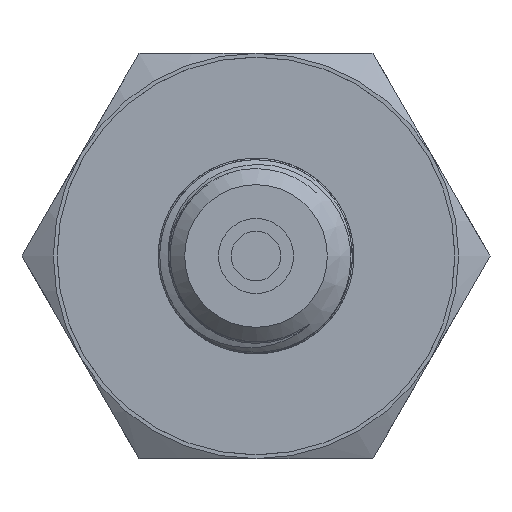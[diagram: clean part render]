
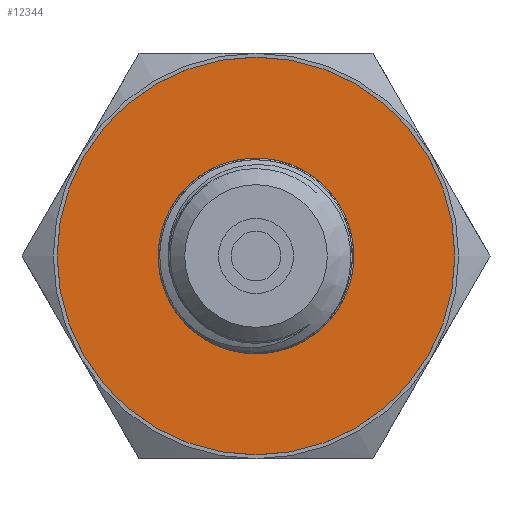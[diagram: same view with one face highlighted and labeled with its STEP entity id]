
A CAD part, left-side view. The second image highlights one B-rep face of the part: STEP entity #12344.
In plain terms, the highlighted planar face has unit normal (-1, 0, 0).
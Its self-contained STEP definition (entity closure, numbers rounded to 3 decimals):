
#500=FACE_BOUND('',#2214,.T.);
#699=PLANE('',#13106);
#1437=FACE_OUTER_BOUND('',#2213,.T.);
#2213=EDGE_LOOP('',(#11307));
#2214=EDGE_LOOP('',(#11308));
#2554=CIRCLE('',#13083,6.5);
#2566=CIRCLE('',#13107,13.248);
#5950=VERTEX_POINT('',#35095);
#5962=VERTEX_POINT('',#36358);
#7776=EDGE_CURVE('',#5950,#5950,#2554,.T.);
#7800=EDGE_CURVE('',#5962,#5962,#2566,.T.);
#11307=ORIENTED_EDGE('',*,*,#7800,.F.);
#11308=ORIENTED_EDGE('',*,*,#7776,.T.);
#12344=ADVANCED_FACE('',(#1437,#500),#699,.T.);
#13083=AXIS2_PLACEMENT_3D('',#35096,#15191,#15192);
#13106=AXIS2_PLACEMENT_3D('',#36357,#15243,#15244);
#13107=AXIS2_PLACEMENT_3D('',#36359,#15245,#15246);
#15191=DIRECTION('center_axis',(1.,0.,0.));
#15192=DIRECTION('ref_axis',(0.,0.,-1.));
#15243=DIRECTION('center_axis',(-1.,0.,0.));
#15244=DIRECTION('ref_axis',(0.,0.,1.));
#15245=DIRECTION('center_axis',(1.,0.,0.));
#15246=DIRECTION('ref_axis',(0.,0.,-1.));
#35095=CARTESIAN_POINT('',(-47.,0.,6.5));
#35096=CARTESIAN_POINT('Origin',(-47.,0.,0.));
#36357=CARTESIAN_POINT('Origin',(-47.,13.248,0.));
#36358=CARTESIAN_POINT('',(-47.,-13.248,0.));
#36359=CARTESIAN_POINT('Origin',(-47.,0.,0.));
